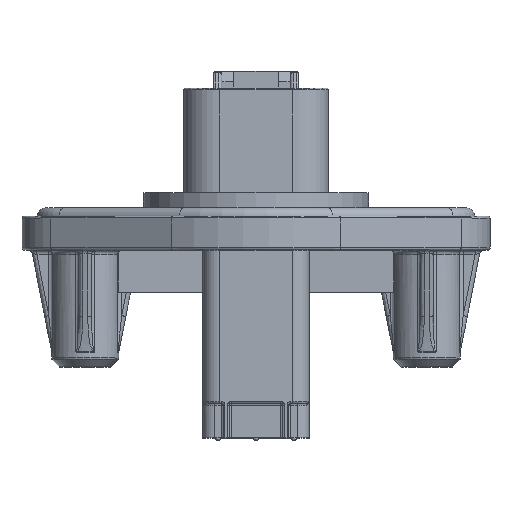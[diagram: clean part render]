
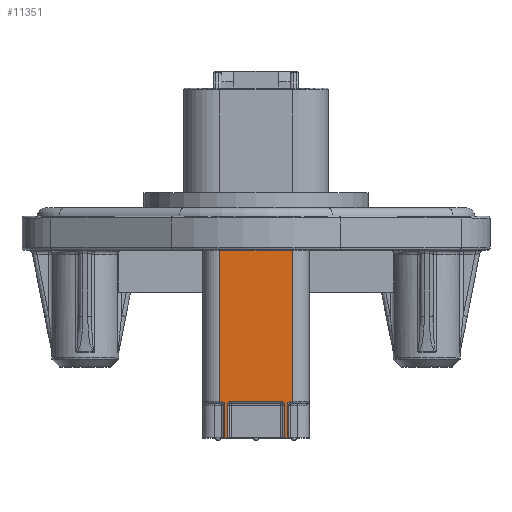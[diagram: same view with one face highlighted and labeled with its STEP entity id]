
A CAD part, top view. The second image highlights one B-rep face of the part: STEP entity #11351.
In plain terms, the highlighted planar face has unit normal (0, 0, 1).
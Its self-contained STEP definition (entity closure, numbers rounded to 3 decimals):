
#1907=CARTESIAN_POINT('',(4.1,-18.38,4.6));
#1908=DIRECTION('',(0.,0.,-1.));
#1909=DIRECTION('',(-1.,0.,0.));
#1910=AXIS2_PLACEMENT_3D('',#1907,#1908,#1909);
#2082=DIRECTION('',(0.,1.,0.));
#2083=VECTOR('',#2082,3.9);
#2084=CARTESIAN_POINT('',(-3.7,-22.28,4.6));
#2085=LINE('',#2084,#2083);
#2086=DIRECTION('',(1.,0.,0.));
#2087=VECTOR('',#2086,0.2);
#2088=CARTESIAN_POINT('',(-4.3,-17.98,4.6));
#2089=LINE('',#2088,#2087);
#2090=DIRECTION('',(0.,1.,0.));
#2091=VECTOR('',#2090,17.98);
#2092=CARTESIAN_POINT('',(-4.3,-17.98,4.6));
#2093=LINE('',#2092,#2091);
#2094=DIRECTION('',(1.,0.,0.));
#2095=VECTOR('',#2094,8.6);
#2096=CARTESIAN_POINT('',(-4.3,0.,4.6));
#2097=LINE('',#2096,#2095);
#2098=DIRECTION('',(0.,1.,0.));
#2099=VECTOR('',#2098,17.98);
#2100=CARTESIAN_POINT('',(4.3,-17.98,4.6));
#2101=LINE('',#2100,#2099);
#2102=DIRECTION('',(1.,0.,0.));
#2103=VECTOR('',#2102,0.2);
#2104=CARTESIAN_POINT('',(4.1,-17.98,4.6));
#2105=LINE('',#2104,#2103);
#2106=DIRECTION('',(0.,1.,0.));
#2107=VECTOR('',#2106,3.9);
#2108=CARTESIAN_POINT('',(3.7,-22.28,4.6));
#2109=LINE('',#2108,#2107);
#2110=DIRECTION('',(0.,1.,0.));
#2111=VECTOR('',#2110,3.9);
#2112=CARTESIAN_POINT('',(3.35,-22.28,4.6));
#2113=LINE('',#2112,#2111);
#2114=DIRECTION('',(1.,0.,0.));
#2115=VECTOR('',#2114,5.9);
#2116=CARTESIAN_POINT('',(-2.95,-17.98,4.6));
#2117=LINE('',#2116,#2115);
#2118=DIRECTION('',(0.,1.,0.));
#2119=VECTOR('',#2118,3.9);
#2120=CARTESIAN_POINT('',(-3.35,-22.28,4.6));
#2121=LINE('',#2120,#2119);
#2127=CARTESIAN_POINT('',(-4.1,-18.38,4.6));
#2128=DIRECTION('',(0.,0.,-1.));
#2129=DIRECTION('',(0.,1.,0.));
#2130=AXIS2_PLACEMENT_3D('',#2127,#2128,#2129);
#2274=DIRECTION('',(-1.,0.,0.));
#2275=VECTOR('',#2274,0.35);
#2276=CARTESIAN_POINT('',(-3.35,-22.28,4.6));
#2277=LINE('',#2276,#2275);
#2300=DIRECTION('',(-1.,0.,0.));
#2301=VECTOR('',#2300,0.35);
#2302=CARTESIAN_POINT('',(3.7,-22.28,4.6));
#2303=LINE('',#2302,#2301);
#2531=CARTESIAN_POINT('',(-2.95,-18.38,4.6));
#2532=DIRECTION('',(0.,0.,-1.));
#2533=DIRECTION('',(-1.,0.,0.));
#2534=AXIS2_PLACEMENT_3D('',#2531,#2532,#2533);
#2551=CARTESIAN_POINT('',(2.95,-18.38,4.6));
#2552=DIRECTION('',(0.,0.,-1.));
#2553=DIRECTION('',(0.,1.,0.));
#2554=AXIS2_PLACEMENT_3D('',#2551,#2552,#2553);
#6341=CARTESIAN_POINT('',(4.3,0.,4.6));
#6343=VERTEX_POINT('',#6341);
#6346=CARTESIAN_POINT('',(-4.3,0.,4.6));
#6348=VERTEX_POINT('',#6346);
#7070=CARTESIAN_POINT('',(3.7,-22.28,4.6));
#7072=VERTEX_POINT('',#7070);
#7073=CARTESIAN_POINT('',(4.3,-17.98,4.6));
#7075=VERTEX_POINT('',#7073);
#7077=CARTESIAN_POINT('',(3.35,-22.28,4.6));
#7079=VERTEX_POINT('',#7077);
#7082=CARTESIAN_POINT('',(-3.35,-22.28,4.6));
#7084=VERTEX_POINT('',#7082);
#7085=CARTESIAN_POINT('',(-3.7,-22.28,4.6));
#7087=VERTEX_POINT('',#7085);
#7090=CARTESIAN_POINT('',(-4.3,-17.98,4.6));
#7092=VERTEX_POINT('',#7090);
#7120=CARTESIAN_POINT('',(3.7,-18.38,4.6));
#7121=VERTEX_POINT('',#7120);
#7122=CARTESIAN_POINT('',(4.1,-17.98,4.6));
#7123=VERTEX_POINT('',#7122);
#7147=CARTESIAN_POINT('',(-4.1,-17.98,4.6));
#7148=VERTEX_POINT('',#7147);
#7149=CARTESIAN_POINT('',(-3.7,-18.38,4.6));
#7150=VERTEX_POINT('',#7149);
#7179=CARTESIAN_POINT('',(-3.35,-18.38,4.6));
#7180=VERTEX_POINT('',#7179);
#7181=CARTESIAN_POINT('',(-2.95,-17.98,4.6));
#7182=VERTEX_POINT('',#7181);
#7183=CARTESIAN_POINT('',(2.95,-17.98,4.6));
#7184=VERTEX_POINT('',#7183);
#7185=CARTESIAN_POINT('',(3.35,-18.38,4.6));
#7186=VERTEX_POINT('',#7185);
#11317=CARTESIAN_POINT('',(6.3,0.,4.6));
#11318=DIRECTION('',(0.,0.,1.));
#11319=DIRECTION('',(-1.,0.,0.));
#11320=AXIS2_PLACEMENT_3D('',#11317,#11318,#11319);
#11321=PLANE('',#11320);
#11323=ORIENTED_EDGE('',*,*,#11322,.T.);
#11325=ORIENTED_EDGE('',*,*,#11324,.F.);
#11327=ORIENTED_EDGE('',*,*,#11326,.F.);
#11329=ORIENTED_EDGE('',*,*,#11328,.T.);
#11330=ORIENTED_EDGE('',*,*,#7568,.T.);
#11331=ORIENTED_EDGE('',*,*,#11310,.F.);
#11332=ORIENTED_EDGE('',*,*,#11041,.F.);
#11333=ORIENTED_EDGE('',*,*,#11055,.F.);
#11334=ORIENTED_EDGE('',*,*,#11073,.F.);
#11336=ORIENTED_EDGE('',*,*,#11335,.T.);
#11338=ORIENTED_EDGE('',*,*,#11337,.T.);
#11340=ORIENTED_EDGE('',*,*,#11339,.F.);
#11342=ORIENTED_EDGE('',*,*,#11341,.F.);
#11344=ORIENTED_EDGE('',*,*,#11343,.F.);
#11346=ORIENTED_EDGE('',*,*,#11345,.F.);
#11348=ORIENTED_EDGE('',*,*,#11347,.T.);
#11349=EDGE_LOOP('',(#11323,#11325,#11327,#11329,#11330,#11331,#11332,#11333,
#11334,#11336,#11338,#11340,#11342,#11344,#11346,#11348));
#11350=FACE_OUTER_BOUND('',#11349,.F.);
#11351=ADVANCED_FACE('',(#11350),#11321,.T.);
#1911=CIRCLE('',#1910,0.4);
#2131=CIRCLE('',#2130,0.4);
#2535=CIRCLE('',#2534,0.4);
#2555=CIRCLE('',#2554,0.4);
#7568=EDGE_CURVE('',#6348,#6343,#2097,.T.);
#11041=EDGE_CURVE('',#7123,#7075,#2105,.T.);
#11055=EDGE_CURVE('',#7121,#7123,#1911,.T.);
#11073=EDGE_CURVE('',#7072,#7121,#2109,.T.);
#11310=EDGE_CURVE('',#7075,#6343,#2101,.T.);
#11322=EDGE_CURVE('',#7087,#7150,#2085,.T.);
#11324=EDGE_CURVE('',#7148,#7150,#2131,.T.);
#11326=EDGE_CURVE('',#7092,#7148,#2089,.T.);
#11328=EDGE_CURVE('',#7092,#6348,#2093,.T.);
#11335=EDGE_CURVE('',#7072,#7079,#2303,.T.);
#11337=EDGE_CURVE('',#7079,#7186,#2113,.T.);
#11339=EDGE_CURVE('',#7184,#7186,#2555,.T.);
#11341=EDGE_CURVE('',#7182,#7184,#2117,.T.);
#11343=EDGE_CURVE('',#7180,#7182,#2535,.T.);
#11345=EDGE_CURVE('',#7084,#7180,#2121,.T.);
#11347=EDGE_CURVE('',#7084,#7087,#2277,.T.);
